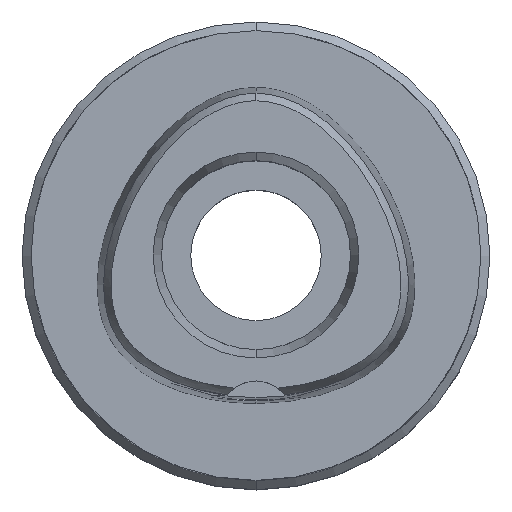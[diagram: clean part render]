
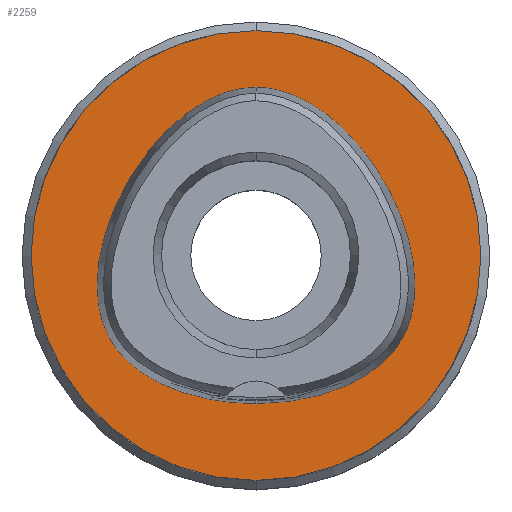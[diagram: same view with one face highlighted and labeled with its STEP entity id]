
A CAD part, top view. The second image highlights one B-rep face of the part: STEP entity #2259.
In plain terms, the highlighted planar face has unit normal (0, 0, 1).
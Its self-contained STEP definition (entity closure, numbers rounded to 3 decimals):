
#280=CARTESIAN_POINT('',(0.,0.,0.));
#281=DIRECTION('',(0.,0.,-1.));
#282=DIRECTION('',(0.,-1.,0.));
#283=AXIS2_PLACEMENT_3D('',#280,#281,#282);
#288=CARTESIAN_POINT('',(0.,0.,0.));
#289=DIRECTION('',(0.,0.,-1.));
#290=DIRECTION('',(0.,1.,0.));
#291=AXIS2_PLACEMENT_3D('',#288,#289,#290);
#296=CARTESIAN_POINT('',(0.,-16.455,0.));
#297=CARTESIAN_POINT('',(0.731,-16.455,0.));
#298=CARTESIAN_POINT('',(2.167,-16.399,
0.));
#299=CARTESIAN_POINT('',(4.276,-16.155,
0.));
#300=CARTESIAN_POINT('',(6.251,-15.768,0.));
#301=CARTESIAN_POINT('',(8.055,-15.263,0.));
#302=CARTESIAN_POINT('',(9.667,-14.666,0.));
#303=CARTESIAN_POINT('',(11.082,-14.001,0.));
#304=CARTESIAN_POINT('',(12.31,-13.289,0.));
#305=CARTESIAN_POINT('',(13.366,-12.544,0.));
#306=CARTESIAN_POINT('',(14.268,-11.774,0.));
#307=CARTESIAN_POINT('',(15.031,-10.985,0.));
#308=CARTESIAN_POINT('',(15.673,-10.179,0.));
#309=CARTESIAN_POINT('',(16.206,-9.354,0.));
#310=CARTESIAN_POINT('',(16.652,-8.481,0.));
#311=CARTESIAN_POINT('',(17.029,-7.525,0.));
#312=CARTESIAN_POINT('',(17.331,-6.468,0.));
#313=CARTESIAN_POINT('',(17.546,-5.303,0.));
#314=CARTESIAN_POINT('',(17.664,-4.015,0.));
#315=CARTESIAN_POINT('',(17.667,-2.594,0.));
#316=CARTESIAN_POINT('',(17.534,-1.035,0.));
#317=CARTESIAN_POINT('',(17.245,0.66,0.));
#318=CARTESIAN_POINT('',(16.78,2.475,0.));
#319=CARTESIAN_POINT('',(16.127,4.38,0.));
#320=CARTESIAN_POINT('',(15.284,6.327,0.));
#321=CARTESIAN_POINT('',(14.27,8.249,0.));
#322=CARTESIAN_POINT('',(13.111,10.088,0.));
#323=CARTESIAN_POINT('',(11.847,11.788,0.));
#324=CARTESIAN_POINT('',(10.523,13.305,0.));
#325=CARTESIAN_POINT('',(9.183,14.613,0.));
#326=CARTESIAN_POINT('',(7.861,15.71,0.));
#327=CARTESIAN_POINT('',(6.578,16.602,0.));
#328=CARTESIAN_POINT('',(5.347,17.309,0.));
#329=CARTESIAN_POINT('',(4.174,17.85,0.));
#330=CARTESIAN_POINT('',(3.057,18.245,0.));
#331=CARTESIAN_POINT('',(1.992,18.511,0.));
#332=CARTESIAN_POINT('',(0.974,18.663,
0.));
#333=CARTESIAN_POINT('',(0.32,18.695,
0.));
#334=CARTESIAN_POINT('',(0.,18.695,
0.));
#339=CARTESIAN_POINT('',(0.,18.695,
0.));
#340=CARTESIAN_POINT('',(-0.32,18.695,
0.));
#341=CARTESIAN_POINT('',(-0.974,18.663,
0.));
#342=CARTESIAN_POINT('',(-1.992,18.511,
0.));
#343=CARTESIAN_POINT('',(-3.057,18.245,0.));
#344=CARTESIAN_POINT('',(-4.173,17.85,0.));
#345=CARTESIAN_POINT('',(-5.347,17.309,0.));
#346=CARTESIAN_POINT('',(-6.577,16.603,0.));
#347=CARTESIAN_POINT('',(-7.86,15.71,0.));
#348=CARTESIAN_POINT('',(-9.183,14.614,0.));
#349=CARTESIAN_POINT('',(-10.523,13.306,0.));
#350=CARTESIAN_POINT('',(-11.846,11.789,0.));
#351=CARTESIAN_POINT('',(-13.111,10.089,0.));
#352=CARTESIAN_POINT('',(-14.269,8.251,0.));
#353=CARTESIAN_POINT('',(-15.283,6.329,0.));
#354=CARTESIAN_POINT('',(-16.125,4.383,0.));
#355=CARTESIAN_POINT('',(-16.779,2.479,0.));
#356=CARTESIAN_POINT('',(-17.244,0.663,0.));
#357=CARTESIAN_POINT('',(-17.533,-1.031,0.));
#358=CARTESIAN_POINT('',(-17.666,-2.59,0.));
#359=CARTESIAN_POINT('',(-17.664,-4.01,0.));
#360=CARTESIAN_POINT('',(-17.547,-5.298,0.));
#361=CARTESIAN_POINT('',(-17.331,-6.464,0.));
#362=CARTESIAN_POINT('',(-17.03,-7.522,0.));
#363=CARTESIAN_POINT('',(-16.654,-8.477,0.));
#364=CARTESIAN_POINT('',(-16.207,-9.352,0.));
#365=CARTESIAN_POINT('',(-15.673,-10.179,0.));
#366=CARTESIAN_POINT('',(-15.032,-10.984,0.));
#367=CARTESIAN_POINT('',(-14.268,-11.773,0.));
#368=CARTESIAN_POINT('',(-13.367,-12.543,0.));
#369=CARTESIAN_POINT('',(-12.312,-13.288,0.));
#370=CARTESIAN_POINT('',(-11.083,-14.001,0.));
#371=CARTESIAN_POINT('',(-9.668,-14.665,0.));
#372=CARTESIAN_POINT('',(-8.056,-15.262,0.));
#373=CARTESIAN_POINT('',(-6.251,-15.768,0.));
#374=CARTESIAN_POINT('',(-4.277,-16.155,
0.));
#375=CARTESIAN_POINT('',(-2.167,-16.399,
0.));
#376=CARTESIAN_POINT('',(-0.731,-16.455,0.));
#377=CARTESIAN_POINT('',(0.,-16.455,0.));
#1480=VERTEX_POINT('',#339);
#1481=VERTEX_POINT('',#377);
#1486=CARTESIAN_POINT('',(0.,-25.,0.));
#1487=CARTESIAN_POINT('',(0.,25.,0.));
#1488=VERTEX_POINT('',#1486);
#1489=VERTEX_POINT('',#1487);
#2243=CARTESIAN_POINT('',(0.,0.,0.));
#2244=DIRECTION('',(0.,0.,-1.));
#2245=DIRECTION('',(0.,-1.,0.));
#2246=AXIS2_PLACEMENT_3D('',#2243,#2244,#2245);
#2247=PLANE('',#2246);
#2249=ORIENTED_EDGE('',*,*,#2248,.T.);
#2251=ORIENTED_EDGE('',*,*,#2250,.T.);
#2252=EDGE_LOOP('',(#2249,#2251));
#2253=FACE_OUTER_BOUND('',#2252,.F.);
#2255=ORIENTED_EDGE('',*,*,#2254,.T.);
#2256=ORIENTED_EDGE('',*,*,#2226,.T.);
#2257=EDGE_LOOP('',(#2255,#2256));
#2258=FACE_BOUND('',#2257,.F.);
#284=CIRCLE('',#283,25.);
#292=CIRCLE('',#291,25.);
#335=B_SPLINE_CURVE_WITH_KNOTS('',3,(#296,#297,#298,#299,#300,#301,#302,#303,
#304,#305,#306,#307,#308,#309,#310,#311,#312,#313,#314,#315,#316,#317,#318,#319,
#320,#321,#322,#323,#324,#325,#326,#327,#328,#329,#330,#331,#332,#333,#334),
.UNSPECIFIED.,.F.,.F.,(4,1,1,1,1,1,1,1,1,1,1,1,1,1,1,1,1,1,1,1,1,1,1,1,1,1,1,1,
1,1,1,1,1,1,1,1,4),(0.,0.028,0.056,0.083,
0.111,0.139,0.167,0.194,
0.222,0.25,0.278,0.306,0.333,
0.361,0.389,0.417,0.444,
0.472,0.5,0.528,0.556,0.583,
0.611,0.639,0.667,0.694,
0.722,0.75,0.778,0.806,0.833,
0.861,0.889,0.917,0.944,
0.972,1.),.UNSPECIFIED.);
#378=B_SPLINE_CURVE_WITH_KNOTS('',3,(#339,#340,#341,#342,#343,#344,#345,#346,
#347,#348,#349,#350,#351,#352,#353,#354,#355,#356,#357,#358,#359,#360,#361,#362,
#363,#364,#365,#366,#367,#368,#369,#370,#371,#372,#373,#374,#375,#376,#377),
.UNSPECIFIED.,.F.,.F.,(4,1,1,1,1,1,1,1,1,1,1,1,1,1,1,1,1,1,1,1,1,1,1,1,1,1,1,1,
1,1,1,1,1,1,1,1,4),(0.,0.028,0.056,0.083,
0.111,0.139,0.167,0.194,
0.222,0.25,0.278,0.306,0.333,
0.361,0.389,0.417,0.444,
0.472,0.5,0.528,0.556,0.583,
0.611,0.639,0.667,0.694,
0.722,0.75,0.778,0.806,0.833,
0.861,0.889,0.917,0.944,
0.972,1.),.UNSPECIFIED.);
#2226=EDGE_CURVE('',#1480,#1481,#378,.T.);
#2248=EDGE_CURVE('',#1488,#1489,#284,.T.);
#2250=EDGE_CURVE('',#1489,#1488,#292,.T.);
#2254=EDGE_CURVE('',#1481,#1480,#335,.T.);
#2259=ADVANCED_FACE('',(#2253,#2258),#2247,.F.);
